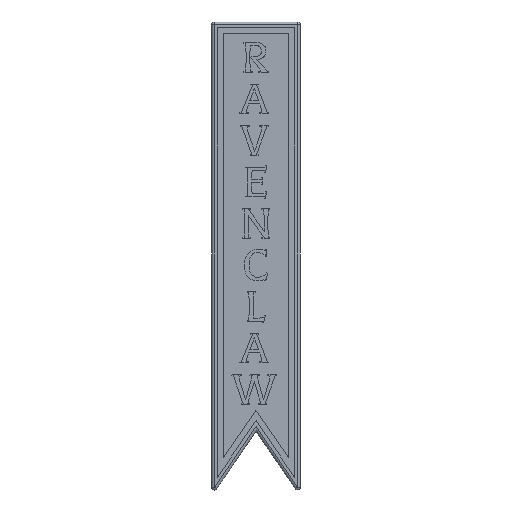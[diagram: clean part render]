
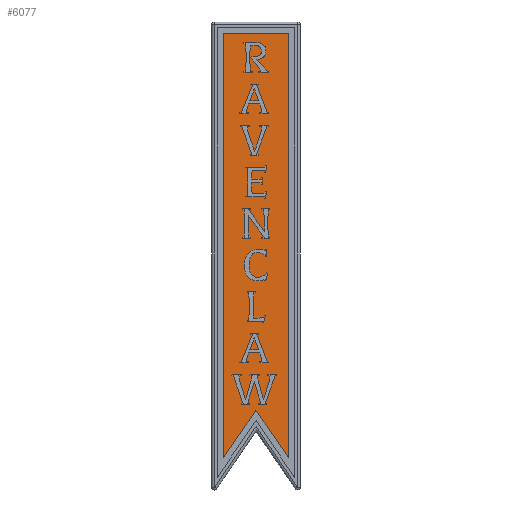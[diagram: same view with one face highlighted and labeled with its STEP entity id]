
A CAD part, front view. The second image highlights one B-rep face of the part: STEP entity #6077.
In plain terms, the highlighted planar face has unit normal (0, -1, 0).
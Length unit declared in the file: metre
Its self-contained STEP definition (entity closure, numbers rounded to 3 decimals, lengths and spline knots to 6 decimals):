
#1840=ORIENTED_EDGE('',*,*,#2690,.F.);
#1841=ORIENTED_EDGE('',*,*,#2694,.T.);
#1842=ORIENTED_EDGE('',*,*,#2697,.F.);
#1843=ORIENTED_EDGE('',*,*,#2700,.T.);
#1844=ORIENTED_EDGE('',*,*,#2702,.F.);
#2690=EDGE_CURVE('',#3255,#3256,#4037,.T.);
#2694=EDGE_CURVE('',#3255,#3258,#4041,.T.);
#2697=EDGE_CURVE('',#3260,#3258,#4044,.T.);
#2700=EDGE_CURVE('',#3260,#3262,#4047,.T.);
#2702=EDGE_CURVE('',#3256,#3262,#4049,.T.);
#3255=VERTEX_POINT('',#9939);
#3256=VERTEX_POINT('',#9941);
#3258=VERTEX_POINT('',#9947);
#3260=VERTEX_POINT('',#9953);
#3262=VERTEX_POINT('',#9959);
#4037=LINE('',#9940,#4824);
#4041=LINE('',#9948,#4828);
#4044=LINE('',#9954,#4831);
#4047=LINE('',#9960,#4834);
#4049=LINE('',#9963,#4836);
#4824=VECTOR('',#7979,1.);
#4828=VECTOR('',#7985,1.);
#4831=VECTOR('',#7990,1.);
#4834=VECTOR('',#7995,1.);
#4836=VECTOR('',#7999,1.);
#5160=EDGE_LOOP('',(#1840,#1841,#1842,#1843,#1844));
#5485=FACE_BOUND('',#5160,.T.);
#5760=PLANE('',#6545);
#6077=ADVANCED_FACE('',(#5485),#5760,.T.);
#6545=AXIS2_PLACEMENT_3D('',#9964,#8000,#8001);
#7979=DIRECTION('',(0.,0.,1.));
#7985=DIRECTION('',(0.563,0.,0.826));
#7990=DIRECTION('',(-0.563,0.,0.826));
#7995=DIRECTION('',(0.,0.,1.));
#7999=DIRECTION('',(1.,0.,0.));
#8000=DIRECTION('',(0.,-1.,0.));
#8001=DIRECTION('',(1.,0.,0.));
#9939=CARTESIAN_POINT('',(-0.01397,-0.00381,-0.085132));
#9940=CARTESIAN_POINT('',(-0.01397,-0.00381,0.005694));
#9941=CARTESIAN_POINT('',(-0.01397,-0.00381,0.09652));
#9947=CARTESIAN_POINT('',(0.,-0.00381,-0.064642));
#9948=CARTESIAN_POINT('',(-0.006985,-0.00381,-0.074887));
#9953=CARTESIAN_POINT('',(0.01397,-0.00381,-0.085132));
#9954=CARTESIAN_POINT('',(0.006985,-0.00381,-0.074887));
#9959=CARTESIAN_POINT('',(0.01397,-0.00381,0.09652));
#9960=CARTESIAN_POINT('',(0.01397,-0.00381,0.005694));
#9963=CARTESIAN_POINT('',(0.,-0.00381,0.09652));
#9964=CARTESIAN_POINT('',(0.,-0.00381,0.));
